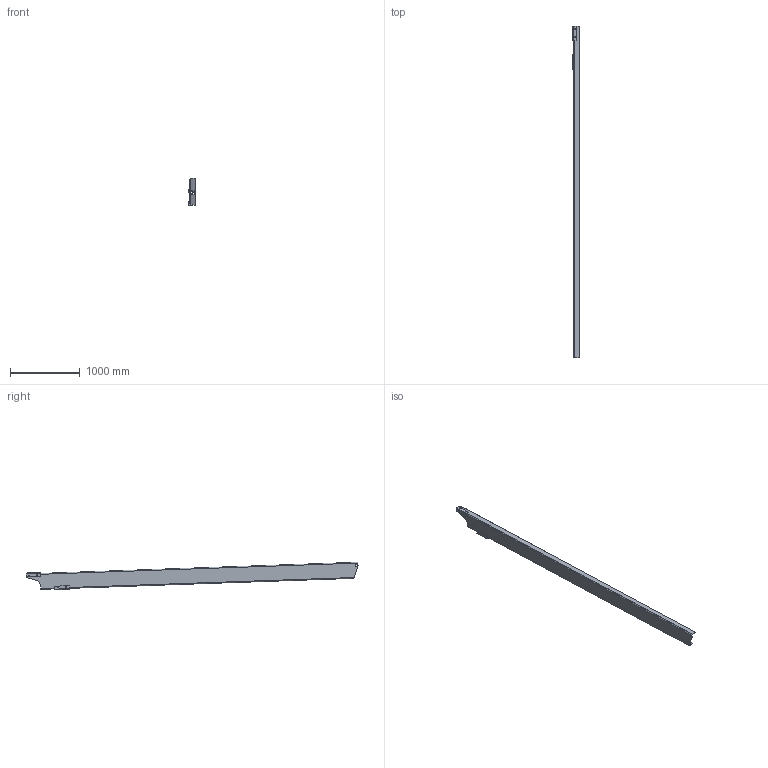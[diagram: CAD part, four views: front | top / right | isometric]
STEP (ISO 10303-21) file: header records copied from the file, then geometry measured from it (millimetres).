
FILE_DESCRIPTION( ( '' ), ' ' );
FILE_NAME( '5d3fd6221d9a83160618564e.step', '2019-07-30T05:31:15', ( '' ), ( '' ), ' ', ' ', ' ' );
FILE_SCHEMA( ( 'AUTOMOTIVE_DESIGN { 1 0 10303 214 1 1 1 1 }' ) );
Length unit declared in the file: metre
Products named in the file (1): Fly Beam R
Bounding box: 94 x 4748.33 x 393.58 mm (x, y, z)
Volume: 11211491.8 mm3; surface area: 3476871.5 mm2
Topology: 1 solids, 1 shells, 87 faces, 238 edges, 154 vertices
Faces by surface type: plane 73, cylinder 14
Full cylindrical faces by diameter (mm): 6.35 x1, 12.7 x8, 25.4 x1
Entity records: 3374 total; most frequent: CARTESIAN_POINT 462, ORIENTED_EDGE 448, DIRECTION 428, EDGE_CURVE 224, LINE 196, VECTOR 196, VERTEX_POINT 150, EDGE_LOOP 118
